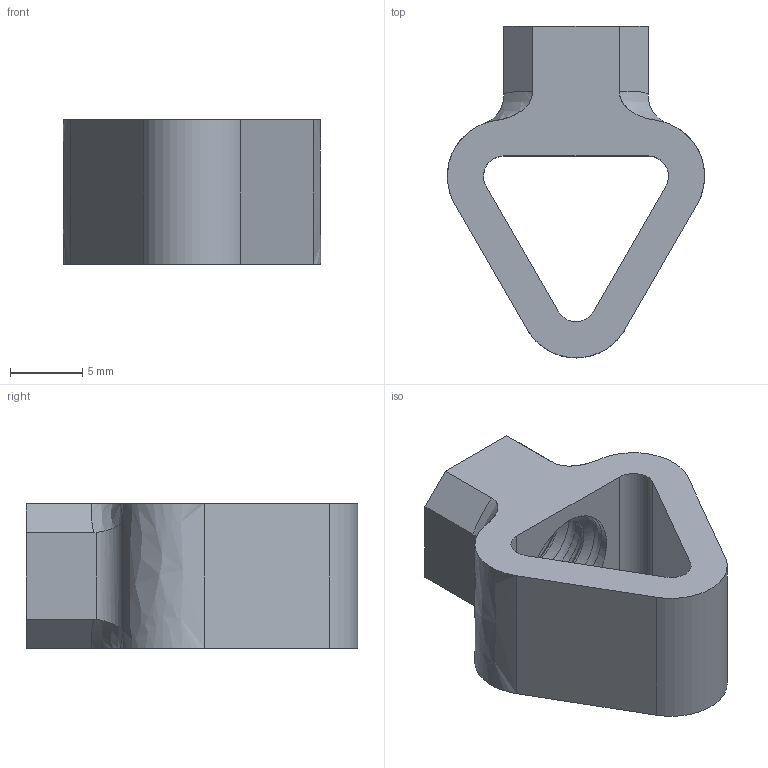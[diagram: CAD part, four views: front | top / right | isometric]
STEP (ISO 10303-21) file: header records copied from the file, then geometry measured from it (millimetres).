
FILE_DESCRIPTION(/* description */ (''),/* implementation_level */ '2;1');
FILE_NAME(/* name */ 'NECKTR~1',/* time_stamp */ '2018-03-11T19:54:14+01:00',/* author */ (''),/* organization */ (''),/* preprocessor_version */ 'ST-DEVELOPER v15',/* originating_system */ '',/* authorisation */ '');
FILE_SCHEMA (('AUTOMOTIVE_DESIGN'));
Length unit declared in the file: millimetre
Products named in the file (1): Document
Bounding box: 17.81 x 22.97 x 10 mm (x, y, z)
Surface area: 1554 mm2 (no closed solid volume)
Topology: 0 solids, 1 shells, 45 faces, 138 edges, 87 vertices
Faces by surface type: bspline 30, plane 15
Entity records: 8631 total; most frequent: CARTESIAN_POINT 7818, ORIENTED_EDGE 259, EDGE_CURVE 138, B_SPLINE_CURVE_WITH_KNOTS 114, VERTEX_POINT 87, EDGE_LOOP 49, ADVANCED_FACE 45, FACE_OUTER_BOUND 45
